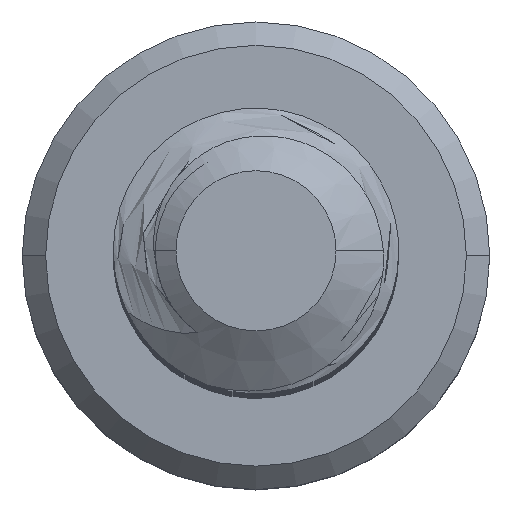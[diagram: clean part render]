
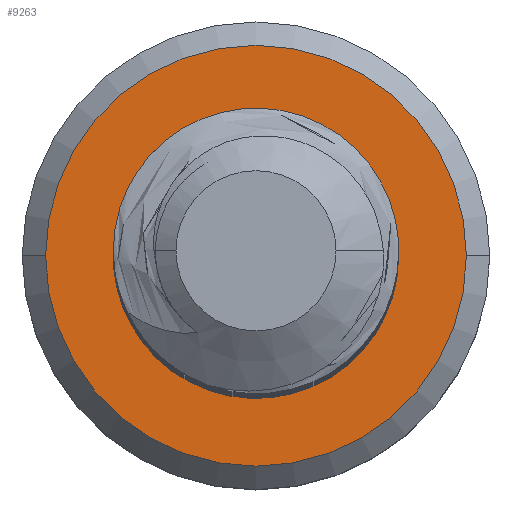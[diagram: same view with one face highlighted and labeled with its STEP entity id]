
A CAD part, top view. The second image highlights one B-rep face of the part: STEP entity #9263.
In plain terms, the highlighted planar face has unit normal (0, 0, 1).
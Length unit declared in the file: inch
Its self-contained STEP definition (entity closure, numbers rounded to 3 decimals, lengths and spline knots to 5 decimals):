
#371 = CARTESIAN_POINT ( 'NONE',  ( 0.03902, -0.03141, -1.375 ) ) ;
#529 = CIRCLE ( 'NONE', #2689, 0.1017 ) ;
#542 = CARTESIAN_POINT ( 'NONE',  ( 0., 0., -1.375 ) ) ;
#658 = CARTESIAN_POINT ( 'NONE',  ( -0.05226, -0.02769, -1.375 ) ) ;
#704 = VERTEX_POINT ( 'NONE', #9062 ) ;
#833 = CIRCLE ( 'NONE', #6204, 0.0487 ) ;
#854 = AXIS2_PLACEMENT_3D ( 'NONE', #7631, #7227, #7526 ) ;
#873 = ORIENTED_EDGE ( 'NONE', *, *, #7196, .T. ) ;
#894 = EDGE_LOOP ( 'NONE', ( #9428, #7794 ) ) ;
#1225 = CARTESIAN_POINT ( 'NONE',  ( 0.02239, 0.06248, -1.375 ) ) ;
#1389 = PLANE ( 'NONE',  #3187 ) ;
#1436 = DIRECTION ( 'NONE',  ( -1., 0., 0. ) ) ;
#1540 = CARTESIAN_POINT ( 'NONE',  ( -0.06135, -0.00599, -1.375 ) ) ;
#1870 = ORIENTED_EDGE ( 'NONE', *, *, #6816, .T. ) ;
#2036 = CARTESIAN_POINT ( 'NONE',  ( 0.03412, -0.03475, -1.375 ) ) ;
#2081 = EDGE_LOOP ( 'NONE', ( #6385, #3863, #873, #1870 ) ) ;
#2108 = CARTESIAN_POINT ( 'NONE',  ( 0.04135, 0.04877, -1.375 ) ) ;
#2194 = B_SPLINE_CURVE_WITH_KNOTS ( 'NONE', 3,
 ( #10488, #4715, #6391, #1225, #7182, #2108, #8017, #2998, #8862, #3877, #9675, #4752, #10530, #5594, #371, #6432 ),
 .UNSPECIFIED., .F., .F.,
 ( 4, 2, 2, 2, 2, 2, 2, 4 ),
 ( 0., 0.00044, 0.00089, 0.00178, 0.00222, 0.00267, 0.00311, 0.00355 ),
 .UNSPECIFIED. ) ;
#2284 = DIRECTION ( 'NONE',  ( -1., 0., 0. ) ) ;
#2431 = EDGE_CURVE ( 'NONE', #9626, #704, #10160, .T. ) ;
#2441 = CARTESIAN_POINT ( 'NONE',  ( -0.06309, 0.01154, -1.375 ) ) ;
#2689 = AXIS2_PLACEMENT_3D ( 'NONE', #542, #6577, #1436 ) ;
#2998 = CARTESIAN_POINT ( 'NONE',  ( 0.05477, 0.0225, -1.375 ) ) ;
#3187 = AXIS2_PLACEMENT_3D ( 'NONE', #4012, #7349, #2284 ) ;
#3319 = CARTESIAN_POINT ( 'NONE',  ( -0.05982, 0.02885, -1.375 ) ) ;
#3329 = VERTEX_POINT ( 'NONE', #4196 ) ;
#3542 = B_SPLINE_CURVE_WITH_KNOTS ( 'NONE', 3,
 ( #8246, #4169, #10807, #5868, #658, #6670, #1540, #7493, #2441, #8314, #3319, #9161, #4213, #9986 ),
 .UNSPECIFIED., .F., .F.,
 ( 4, 2, 2, 2, 2, 2, 4 ),
 ( 0., 0.00089, 0.00178, 0.00222, 0.00267, 0.00311, 0.00356 ),
 .UNSPECIFIED. ) ;
#3846 = AXIS2_PLACEMENT_3D ( 'NONE', #10000, #5071, #10847 ) ;
#3863 = ORIENTED_EDGE ( 'NONE', *, *, #7102, .T. ) ;
#3877 = CARTESIAN_POINT ( 'NONE',  ( 0.05636, 0.00496, -1.375 ) ) ;
#4012 = CARTESIAN_POINT ( 'NONE',  ( 0., 0., -1.375 ) ) ;
#4169 = CARTESIAN_POINT ( 'NONE',  ( -0.01169, -0.05058, -1.375 ) ) ;
#4196 = CARTESIAN_POINT ( 'NONE',  ( 0., -0.0487, -1.375 ) ) ;
#4213 = CARTESIAN_POINT ( 'NONE',  ( -0.052, 0.0446, -1.375 ) ) ;
#4563 = VERTEX_POINT ( 'NONE', #5826 ) ;
#4715 = CARTESIAN_POINT ( 'NONE',  ( 0.00588, 0.06833, -1.375 ) ) ;
#4752 = CARTESIAN_POINT ( 'NONE',  ( 0.05234, -0.0122, -1.375 ) ) ;
#4828 = DIRECTION ( 'NONE',  ( 0., 0., -1. ) ) ;
#4839 = VERTEX_POINT ( 'NONE', #6913 ) ;
#5071 = DIRECTION ( 'NONE',  ( 0., 0., 1. ) ) ;
#5594 = CARTESIAN_POINT ( 'NONE',  ( 0.04312, -0.02719, -1.375 ) ) ;
#5826 = CARTESIAN_POINT ( 'NONE',  ( -0.1017, 0., -1.375 ) ) ;
#5868 = CARTESIAN_POINT ( 'NONE',  ( -0.04432, -0.03688, -1.375 ) ) ;
#6204 = AXIS2_PLACEMENT_3D ( 'NONE', #9756, #4828, #10600 ) ;
#6385 = ORIENTED_EDGE ( 'NONE', *, *, #2431, .F. ) ;
#6391 = CARTESIAN_POINT ( 'NONE',  ( 0.01153, 0.06689, -1.375 ) ) ;
#6432 = CARTESIAN_POINT ( 'NONE',  ( 0.03412, -0.03475, -1.375 ) ) ;
#6577 = DIRECTION ( 'NONE',  ( 0., 0., 1. ) ) ;
#6592 = CIRCLE ( 'NONE', #3846, 0.1017 ) ;
#6670 = CARTESIAN_POINT ( 'NONE',  ( -0.05968, -0.0116, -1.375 ) ) ;
#6816 = EDGE_CURVE ( 'NONE', #3329, #704, #3542, .T. ) ;
#6913 = CARTESIAN_POINT ( 'NONE',  ( 0.1017, 0., -1.375 ) ) ;
#7102 = EDGE_CURVE ( 'NONE', #9626, #10813, #2194, .T. ) ;
#7182 = CARTESIAN_POINT ( 'NONE',  ( 0.02753, 0.05951, -1.375 ) ) ;
#7196 = EDGE_CURVE ( 'NONE', #10813, #3329, #833, .T. ) ;
#7205 = FACE_BOUND ( 'NONE', #2081, .T. ) ;
#7227 = DIRECTION ( 'NONE',  ( 0., 0., 1. ) ) ;
#7349 = DIRECTION ( 'NONE',  ( 0., 0., -1. ) ) ;
#7478 = FACE_OUTER_BOUND ( 'NONE', #894, .T. ) ;
#7493 = CARTESIAN_POINT ( 'NONE',  ( -0.06307, 0.00562, -1.375 ) ) ;
#7526 = DIRECTION ( 'NONE',  ( 1., 0., 0. ) ) ;
#7631 = CARTESIAN_POINT ( 'NONE',  ( 0., 0., -1.375 ) ) ;
#7794 = ORIENTED_EDGE ( 'NONE', *, *, #8258, .T. ) ;
#8017 = CARTESIAN_POINT ( 'NONE',  ( 0.04868, 0.03892, -1.375 ) ) ;
#8125 = EDGE_CURVE ( 'NONE', #4563, #4839, #529, .T. ) ;
#8246 = CARTESIAN_POINT ( 'NONE',  ( 0., -0.0487, -1.375 ) ) ;
#8258 = EDGE_CURVE ( 'NONE', #4839, #4563, #6592, .T. ) ;
#8314 = CARTESIAN_POINT ( 'NONE',  ( -0.06148, 0.02312, -1.375 ) ) ;
#8862 = CARTESIAN_POINT ( 'NONE',  ( 0.05592, 0.01675, -1.375 ) ) ;
#9062 = CARTESIAN_POINT ( 'NONE',  ( -0.04834, 0.04923, -1.375 ) ) ;
#9161 = CARTESIAN_POINT ( 'NONE',  ( -0.05507, 0.03952, -1.375 ) ) ;
#9263 = ADVANCED_FACE ( 'NONE', ( #7478, #7205 ), #1389, .F. ) ;
#9428 = ORIENTED_EDGE ( 'NONE', *, *, #8125, .T. ) ;
#9626 = VERTEX_POINT ( 'NONE', #10988 ) ;
#9675 = CARTESIAN_POINT ( 'NONE',  ( 0.05565, -0.00084, -1.375 ) ) ;
#9756 = CARTESIAN_POINT ( 'NONE',  ( 0., 0., -1.375 ) ) ;
#9986 = CARTESIAN_POINT ( 'NONE',  ( -0.04834, 0.04923, -1.375 ) ) ;
#10000 = CARTESIAN_POINT ( 'NONE',  ( 0., 0., -1.375 ) ) ;
#10160 = CIRCLE ( 'NONE', #854, 0.069 ) ;
#10488 = CARTESIAN_POINT ( 'NONE',  ( 0., 0.069, -1.375 ) ) ;
#10530 = CARTESIAN_POINT ( 'NONE',  ( 0.04983, -0.01748, -1.375 ) ) ;
#10600 = DIRECTION ( 'NONE',  ( 1., 0., 0. ) ) ;
#10807 = CARTESIAN_POINT ( 'NONE',  ( -0.02368, -0.04845, -1.375 ) ) ;
#10813 = VERTEX_POINT ( 'NONE', #2036 ) ;
#10847 = DIRECTION ( 'NONE',  ( -1., 0., 0. ) ) ;
#10988 = CARTESIAN_POINT ( 'NONE',  ( 0., 0.069, -1.375 ) ) ;
